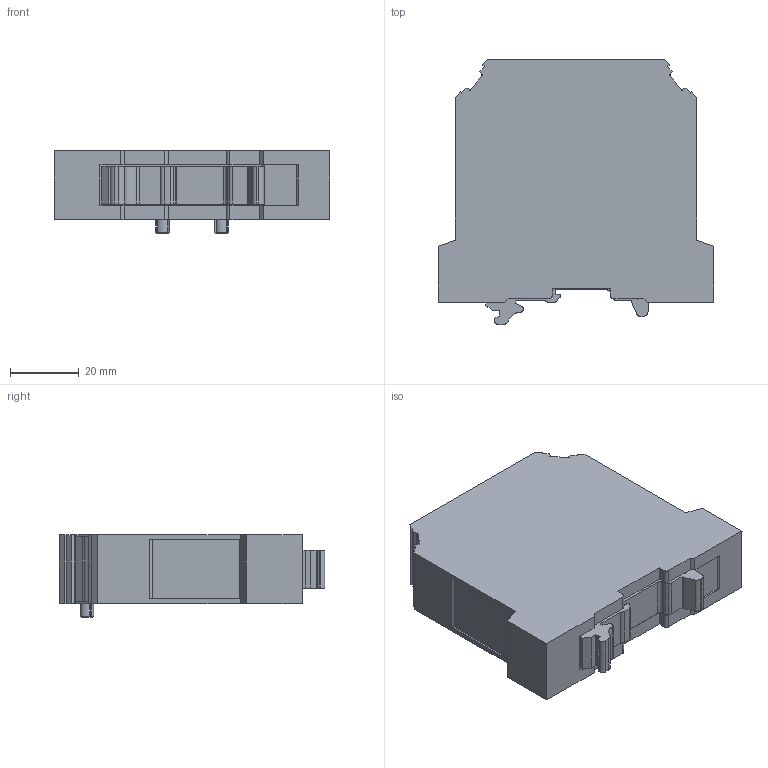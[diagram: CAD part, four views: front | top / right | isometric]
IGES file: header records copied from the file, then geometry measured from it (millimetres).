
Start section: SolidWorks IGES file using analytic representation for surfaces
Global section: file name: 334190_AVK 50 T.IGS; native system: SolidWorks 2015; preprocessor: SolidWorks 2015; author: guveng; date: 150806.164406; units: millimetre
Bounding box: 80 x 77 x 24 mm (x, y, z)
Surface area: 16713.2 mm2 (no closed solid volume)
Topology: 0 solids, 0 shells, 230 faces, 2550 edges, 3184 vertices
Faces by surface type: bspline 155, revolution 75
